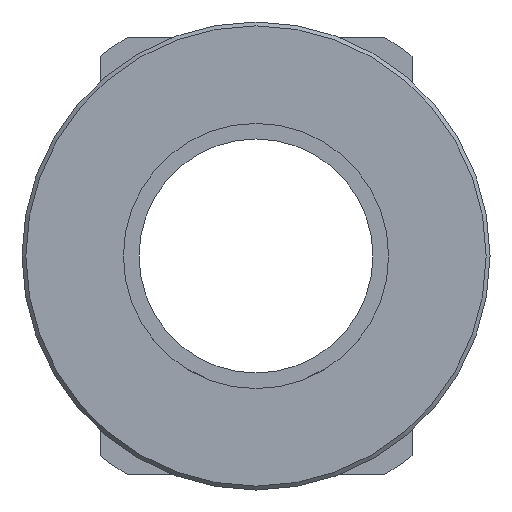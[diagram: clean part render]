
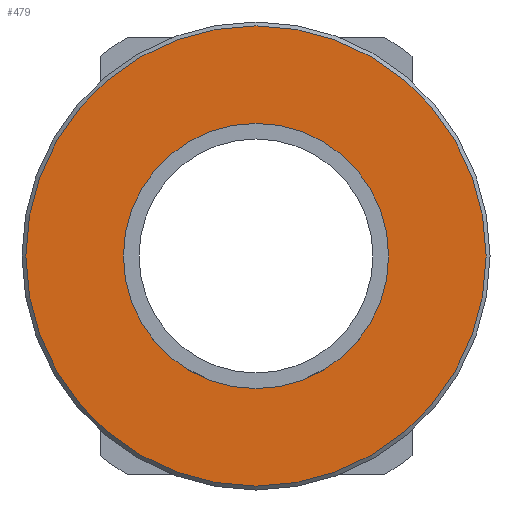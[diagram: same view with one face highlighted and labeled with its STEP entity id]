
A CAD part, left-side view. The second image highlights one B-rep face of the part: STEP entity #479.
In plain terms, the highlighted planar face has unit normal (-1, 0, 0).
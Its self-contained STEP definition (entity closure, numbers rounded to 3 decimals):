
#51=PLANE($,#522);
#68=CIRCLE($,#521,29.5);
#69=CIRCLE($,#523,17.);
#106=FACE_BOUND($,#183,.T.);
#107=FACE_BOUND($,#184,.T.);
#183=EDGE_LOOP($,(#361));
#184=EDGE_LOOP($,(#362));
#253=VERTEX_POINT($,#1029);
#254=VERTEX_POINT($,#1032);
#299=EDGE_CURVE($,#253,#253,#68,.T.);
#300=EDGE_CURVE($,#254,#254,#69,.T.);
#361=ORIENTED_EDGE($,*,*,#300,.T.);
#362=ORIENTED_EDGE($,*,*,#299,.F.);
#479=ADVANCED_FACE($,(#106,#107),#51,.T.);
#521=AXIS2_PLACEMENT_3D($,#1030,#603,#604);
#522=AXIS2_PLACEMENT_3D($,#1031,#605,#606);
#523=AXIS2_PLACEMENT_3D($,#1033,#607,#608);
#603=DIRECTION('center_axis',(1.,0.,0.));
#604=DIRECTION('ref_axis',(0.,-1.,0.));
#605=DIRECTION('center_axis',(-1.,0.,0.));
#606=DIRECTION('ref_axis',(0.,0.,1.));
#607=DIRECTION('center_axis',(1.,0.,0.));
#608=DIRECTION('ref_axis',(0.,1.,0.));
#1029=CARTESIAN_POINT('',(-75.,29.5,0.));
#1030=CARTESIAN_POINT('Origin',(-75.,0.,0.));
#1031=CARTESIAN_POINT('Origin',(-75.,25.,0.));
#1032=CARTESIAN_POINT('',(-75.,17.,0.));
#1033=CARTESIAN_POINT('Origin',(-75.,0.,0.));
